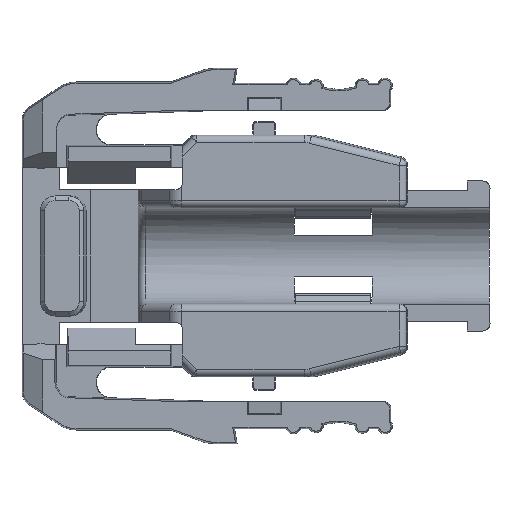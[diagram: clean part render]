
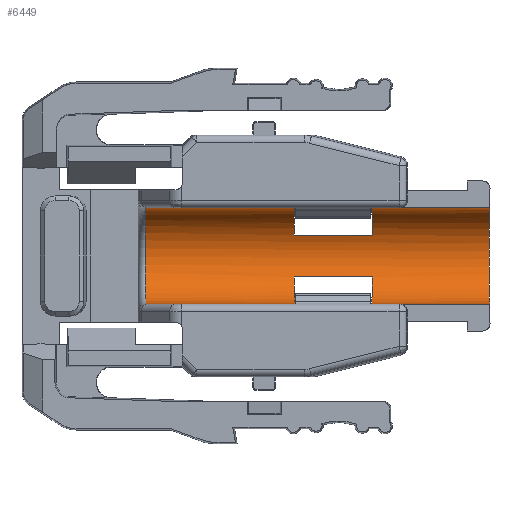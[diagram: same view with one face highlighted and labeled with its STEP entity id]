
A CAD part, left-side view. The second image highlights one B-rep face of the part: STEP entity #6449.
In plain terms, the highlighted cylindrical face has radius 3.2 mm (diameter 6.4 mm), a partial arc.
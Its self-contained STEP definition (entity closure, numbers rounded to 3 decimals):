
#1539=CARTESIAN_POINT('',(1.775,-32.442,-3.2));
#1540=CARTESIAN_POINT('',(1.987,-32.438,-3.2));
#1541=CARTESIAN_POINT('',(2.402,-32.431,
-3.159));
#1542=CARTESIAN_POINT('',(3.008,-32.421,
-2.976));
#1543=CARTESIAN_POINT('',(3.566,-32.411,
-2.676));
#1544=CARTESIAN_POINT('',(4.05,-32.402,
-2.28));
#1545=CARTESIAN_POINT('',(4.453,-32.395,
-1.79));
#1546=CARTESIAN_POINT('',(4.751,-32.39,
-1.232));
#1547=CARTESIAN_POINT('',(4.934,-32.387,
-0.627));
#1548=CARTESIAN_POINT('',(4.995,-32.386,
0.));
#1549=CARTESIAN_POINT('',(4.934,-32.387,
0.625));
#1550=CARTESIAN_POINT('',(4.752,-32.39,1.228));
#1551=CARTESIAN_POINT('',(4.457,-32.395,1.784));
#1552=CARTESIAN_POINT('',(4.056,-32.402,2.273));
#1553=CARTESIAN_POINT('',(3.573,-32.411,2.672));
#1554=CARTESIAN_POINT('',(3.014,-32.421,2.973));
#1555=CARTESIAN_POINT('',(2.405,-32.431,3.158));
#1556=CARTESIAN_POINT('',(1.988,-32.438,3.2));
#1557=CARTESIAN_POINT('',(1.775,-32.442,3.2));
#1940=DIRECTION('',(0.,-1.,0.));
#1941=VECTOR('',#1940,9.945);
#1942=CARTESIAN_POINT('',(1.775,-9.5,3.2));
#1943=LINE('',#1942,#1941);
#1944=DIRECTION('',(0.,-1.,0.));
#1945=VECTOR('',#1944,5.211);
#1946=CARTESIAN_POINT('',(4.655,-19.395,1.395));
#1947=LINE('',#1946,#1945);
#1948=CARTESIAN_POINT('',(4.655,-24.605,1.395));
#1949=CARTESIAN_POINT('',(4.509,-24.603,1.695));
#1950=CARTESIAN_POINT('',(4.155,-24.597,2.197));
#1951=CARTESIAN_POINT('',(3.494,-24.585,2.743));
#1952=CARTESIAN_POINT('',(2.715,-24.572,3.1));
#1953=CARTESIAN_POINT('',(2.109,-24.561,3.2));
#1954=CARTESIAN_POINT('',(1.775,-24.555,3.2));
#1956=DIRECTION('',(0.,-1.,0.));
#1957=VECTOR('',#1956,7.887);
#1958=CARTESIAN_POINT('',(1.775,-24.555,3.2));
#1959=LINE('',#1958,#1957);
#1960=DIRECTION('',(0.,1.,0.));
#1961=VECTOR('',#1960,7.887);
#1962=CARTESIAN_POINT('',(1.775,-32.442,-3.2));
#1963=LINE('',#1962,#1961);
#1964=CARTESIAN_POINT('',(1.775,-24.555,-3.2));
#1965=CARTESIAN_POINT('',(2.109,-24.561,
-3.2));
#1966=CARTESIAN_POINT('',(2.715,-24.572,
-3.1));
#1967=CARTESIAN_POINT('',(3.494,-24.585,
-2.743));
#1968=CARTESIAN_POINT('',(4.155,-24.597,
-2.197));
#1969=CARTESIAN_POINT('',(4.509,-24.603,
-1.695));
#1970=CARTESIAN_POINT('',(4.655,-24.605,
-1.395));
#1972=DIRECTION('',(0.,1.,0.));
#1973=VECTOR('',#1972,5.211);
#1974=CARTESIAN_POINT('',(4.655,-24.605,
-1.395));
#1975=LINE('',#1974,#1973);
#1976=DIRECTION('',(0.,1.,0.));
#1977=VECTOR('',#1976,9.945);
#1978=CARTESIAN_POINT('',(1.775,-19.445,-3.2));
#1979=LINE('',#1978,#1977);
#1985=CARTESIAN_POINT('',(1.775,-9.5,0.));
#1986=DIRECTION('',(0.,1.,0.));
#1987=DIRECTION('',(0.,0.,1.));
#1988=AXIS2_PLACEMENT_3D('',#1985,#1986,#1987);
#1990=CARTESIAN_POINT('',(1.775,-9.5,0.));
#1991=DIRECTION('',(0.,1.,0.));
#1992=DIRECTION('',(0.031,0.,1.));
#1993=AXIS2_PLACEMENT_3D('',#1990,#1991,#1992);
#2004=CARTESIAN_POINT('',(4.655,-19.395,1.395));
#2005=CARTESIAN_POINT('',(4.509,-19.397,1.695));
#2006=CARTESIAN_POINT('',(4.155,-19.403,2.197));
#2007=CARTESIAN_POINT('',(3.494,-19.415,2.743));
#2008=CARTESIAN_POINT('',(2.715,-19.428,3.1));
#2009=CARTESIAN_POINT('',(2.109,-19.439,3.2));
#2010=CARTESIAN_POINT('',(1.775,-19.445,3.2));
#2044=CARTESIAN_POINT('',(1.775,-19.445,-3.2));
#2045=CARTESIAN_POINT('',(2.109,-19.439,
-3.2));
#2046=CARTESIAN_POINT('',(2.715,-19.428,
-3.1));
#2047=CARTESIAN_POINT('',(3.494,-19.415,
-2.743));
#2048=CARTESIAN_POINT('',(4.155,-19.403,
-2.197));
#2049=CARTESIAN_POINT('',(4.509,-19.397,
-1.695));
#2050=CARTESIAN_POINT('',(4.655,-19.395,
-1.395));
#3847=CARTESIAN_POINT('',(1.775,-32.442,-3.2));
#3848=VERTEX_POINT('',#3847);
#3849=VERTEX_POINT('',#1557);
#3868=CARTESIAN_POINT('',(1.775,-24.555,3.2));
#3869=VERTEX_POINT('',#3868);
#3870=CARTESIAN_POINT('',(1.775,-19.445,3.2));
#3871=VERTEX_POINT('',#3870);
#3872=CARTESIAN_POINT('',(1.775,-9.5,3.2));
#3873=VERTEX_POINT('',#3872);
#3944=CARTESIAN_POINT('',(1.775,-9.5,-3.2));
#3946=VERTEX_POINT('',#3944);
#3948=CARTESIAN_POINT('',(1.775,-19.445,-3.2));
#3949=VERTEX_POINT('',#3948);
#3950=CARTESIAN_POINT('',(1.775,-24.555,-3.2));
#3951=VERTEX_POINT('',#3950);
#4256=CARTESIAN_POINT('',(1.874,-9.5,3.198));
#4257=VERTEX_POINT('',#4256);
#4258=VERTEX_POINT('',#2004);
#4259=CARTESIAN_POINT('',(4.655,-24.605,1.395));
#4260=VERTEX_POINT('',#4259);
#4261=VERTEX_POINT('',#1970);
#4262=CARTESIAN_POINT('',(4.655,-19.395,
-1.395));
#4263=VERTEX_POINT('',#4262);
#6421=CARTESIAN_POINT('',(1.775,-62.923,
0.));
#6422=DIRECTION('',(0.,1.,0.));
#6423=DIRECTION('',(0.,0.,1.));
#6424=AXIS2_PLACEMENT_3D('',#6421,#6422,#6423);
#6425=CYLINDRICAL_SURFACE('',#6424,3.2);
#6427=ORIENTED_EDGE('',*,*,#6426,.F.);
#6429=ORIENTED_EDGE('',*,*,#6428,.F.);
#6430=ORIENTED_EDGE('',*,*,#6402,.T.);
#6432=ORIENTED_EDGE('',*,*,#6431,.F.);
#6434=ORIENTED_EDGE('',*,*,#6433,.T.);
#6436=ORIENTED_EDGE('',*,*,#6435,.T.);
#6437=ORIENTED_EDGE('',*,*,#6395,.T.);
#6438=ORIENTED_EDGE('',*,*,#5967,.F.);
#6439=ORIENTED_EDGE('',*,*,#6240,.T.);
#6441=ORIENTED_EDGE('',*,*,#6440,.T.);
#6443=ORIENTED_EDGE('',*,*,#6442,.T.);
#6445=ORIENTED_EDGE('',*,*,#6444,.F.);
#6446=ORIENTED_EDGE('',*,*,#6233,.T.);
#6447=EDGE_LOOP('',(#6427,#6429,#6430,#6432,#6434,#6436,#6437,#6438,#6439,#6441,
#6443,#6445,#6446));
#6448=FACE_OUTER_BOUND('',#6447,.F.);
#1558=B_SPLINE_CURVE_WITH_KNOTS('',3,(#1539,#1540,#1541,#1542,#1543,#1544,#1545,
#1546,#1547,#1548,#1549,#1550,#1551,#1552,#1553,#1554,#1555,#1556,#1557),
.UNSPECIFIED.,.F.,.F.,(4,1,1,1,1,1,1,1,1,1,1,1,1,1,1,1,4),(0.,0.063,0.125,
0.188,0.25,0.313,0.375,0.438,0.5,0.563,0.625,0.688,
0.75,0.813,0.875,0.938,1.),.UNSPECIFIED.);
#1955=B_SPLINE_CURVE_WITH_KNOTS('',3,(#1948,#1949,#1950,#1951,#1952,#1953,
#1954),.UNSPECIFIED.,.F.,.F.,(4,1,1,1,4),(0.,0.25,0.5,0.75,1.),
.UNSPECIFIED.);
#1971=B_SPLINE_CURVE_WITH_KNOTS('',3,(#1964,#1965,#1966,#1967,#1968,#1969,
#1970),.UNSPECIFIED.,.F.,.F.,(4,1,1,1,4),(0.,0.25,0.5,0.75,1.),
.UNSPECIFIED.);
#1989=CIRCLE('',#1988,3.2);
#1994=CIRCLE('',#1993,3.2);
#2011=B_SPLINE_CURVE_WITH_KNOTS('',3,(#2004,#2005,#2006,#2007,#2008,#2009,
#2010),.UNSPECIFIED.,.F.,.F.,(4,1,1,1,4),(0.,0.25,0.5,0.75,1.),
.UNSPECIFIED.);
#2051=B_SPLINE_CURVE_WITH_KNOTS('',3,(#2044,#2045,#2046,#2047,#2048,#2049,
#2050),.UNSPECIFIED.,.F.,.F.,(4,1,1,1,4),(0.,0.25,0.5,0.75,1.),
.UNSPECIFIED.);
#5967=EDGE_CURVE('',#3848,#3849,#1558,.T.);
#6233=EDGE_CURVE('',#3949,#3946,#1979,.T.);
#6240=EDGE_CURVE('',#3848,#3951,#1963,.T.);
#6395=EDGE_CURVE('',#3869,#3849,#1959,.T.);
#6402=EDGE_CURVE('',#3873,#3871,#1943,.T.);
#6426=EDGE_CURVE('',#4257,#3946,#1994,.T.);
#6428=EDGE_CURVE('',#3873,#4257,#1989,.T.);
#6431=EDGE_CURVE('',#4258,#3871,#2011,.T.);
#6433=EDGE_CURVE('',#4258,#4260,#1947,.T.);
#6435=EDGE_CURVE('',#4260,#3869,#1955,.T.);
#6440=EDGE_CURVE('',#3951,#4261,#1971,.T.);
#6442=EDGE_CURVE('',#4261,#4263,#1975,.T.);
#6444=EDGE_CURVE('',#3949,#4263,#2051,.T.);
#6449=ADVANCED_FACE('',(#6448),#6425,.F.);
